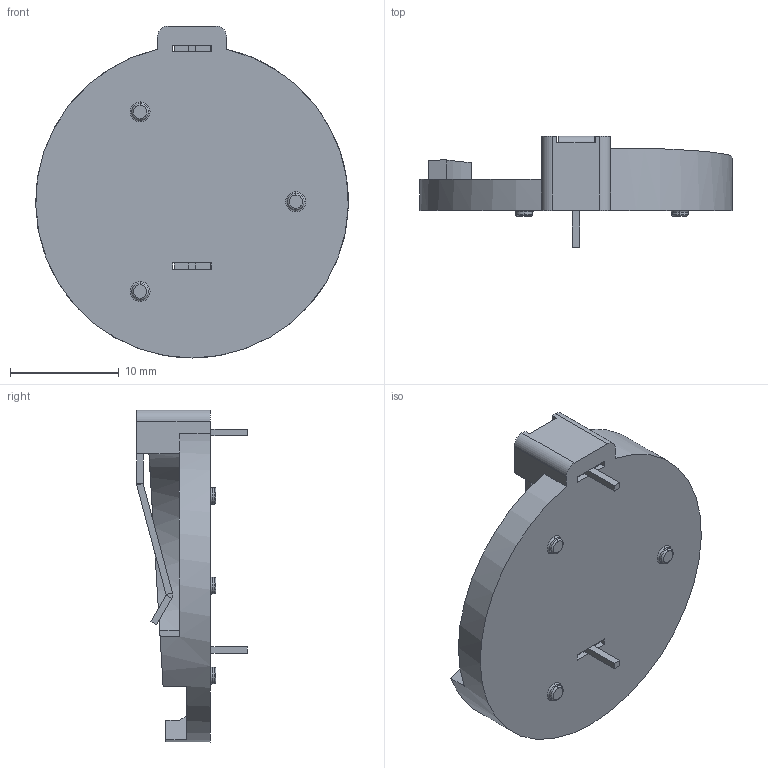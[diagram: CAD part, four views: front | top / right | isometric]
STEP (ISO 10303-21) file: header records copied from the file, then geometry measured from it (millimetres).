
FILE_DESCRIPTION (( 'STEP AP214' ), '1' );
FILE_NAME ('BH2430T-C-HITE.STEP', '2019-11-26T00:11:24', ( '' ), ( '' ), 'SwSTEP 2.0', 'SolidWorks 2017', '' );
FILE_SCHEMA (( 'AUTOMOTIVE_DESIGN' ));
Length unit declared in the file: inch
Products named in the file (1): BH2430T-C-HITE
Bounding box: 28.7 x 10.19 x 30.48 mm (x, y, z)
Volume: 1803.8 mm3; surface area: 2230.4 mm2
Topology: 3 solids, 3 shells, 113 faces, 267 edges, 162 vertices
Faces by surface type: plane 76, cylinder 22, torus 12, cone 3
Entity records: 3264 total; most frequent: DIRECTION 568, CARTESIAN_POINT 555, ORIENTED_EDGE 534, EDGE_CURVE 267, AXIS2_PLACEMENT_3D 191, VECTOR 186, LINE 186, VERTEX_POINT 162
